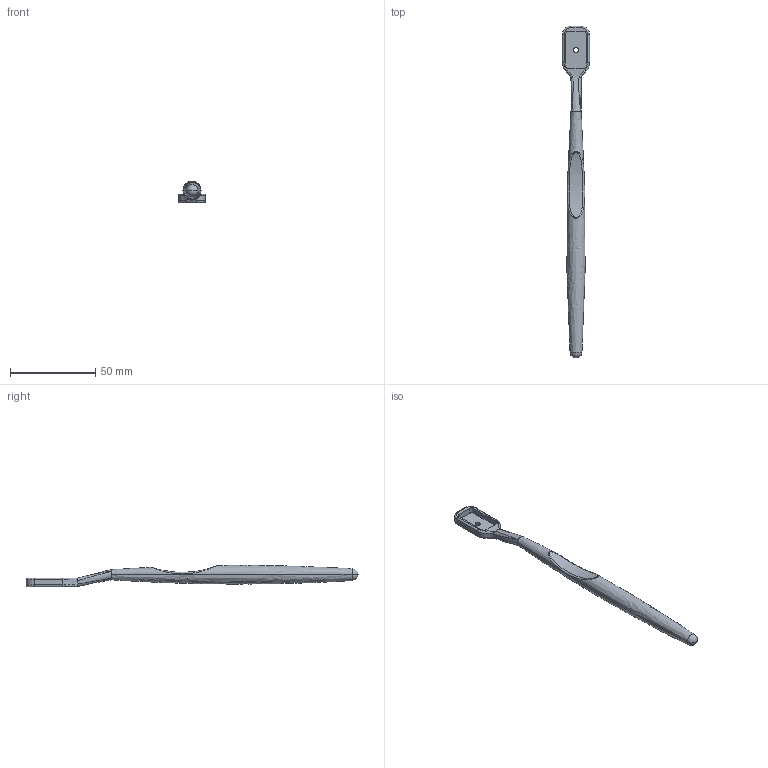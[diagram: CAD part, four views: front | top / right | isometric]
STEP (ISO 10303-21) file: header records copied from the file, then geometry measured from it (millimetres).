
FILE_DESCRIPTION (( 'STEP AP203' ), '1' );
FILE_NAME ('BAD.STEP', '2019-11-18T13:09:10', ( '' ), ( '' ), 'SwSTEP 2.0', 'SolidWorks 2019', '' );
FILE_SCHEMA (( 'CONFIG_CONTROL_DESIGN' ));
Length unit declared in the file: millimetre
Products named in the file (1): BAD
Bounding box: 15.9 x 195 x 12.49 mm (x, y, z)
Volume: 11457 mm3; surface area: 6014.2 mm2
Topology: 1 solids, 1 shells, 56 faces, 139 edges, 81 vertices
Faces by surface type: bspline 20, cylinder 16, plane 10, sphere 6, torus 4
Entity records: 3078 total; most frequent: CARTESIAN_POINT 1832, ORIENTED_EDGE 262, DIRECTION 215, EDGE_CURVE 131, AXIS2_PLACEMENT_3D 87, VERTEX_POINT 79, EDGE_LOOP 60, FACE_OUTER_BOUND 56
